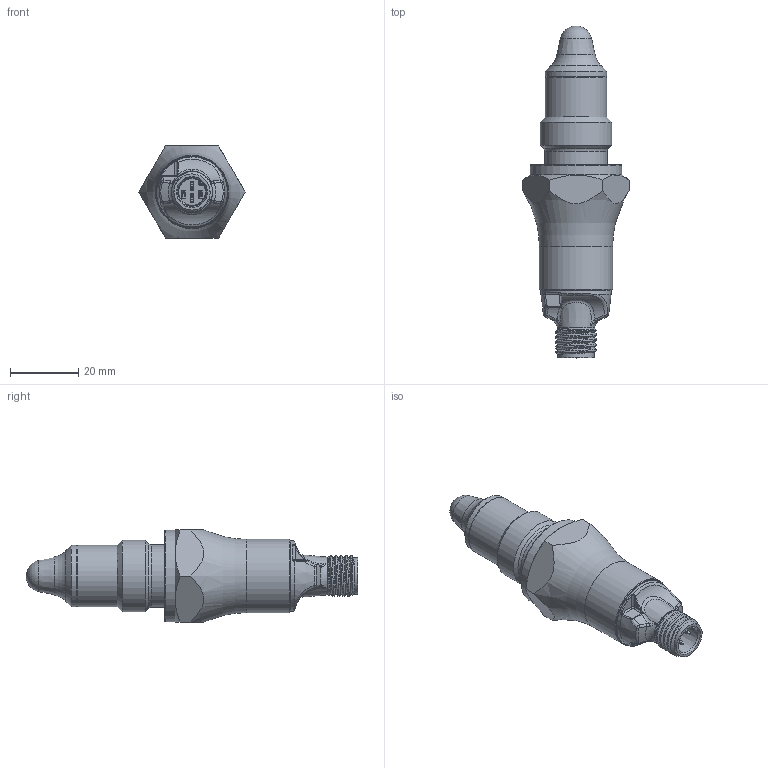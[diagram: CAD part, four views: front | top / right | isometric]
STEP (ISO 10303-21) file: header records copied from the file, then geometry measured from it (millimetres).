
FILE_DESCRIPTION(/* description */ ('Unknown'),/* implementation_level */ '2;1');
FILE_NAME(/* name */ 'PL20_Nipple G½ DIN 3852-E',/* time_stamp */ '2019-10-24T15:25:27+02:00',/* author */ ('Unknown'),/* organization */ ('Unknown'),/* preprocessor_version */ 'ST-DEVELOPER v16.7',/* originating_system */ 'DEX',/* authorisation */ $);
FILE_SCHEMA (('AUTOMOTIVE_DESIGN {1 0 10303 214 3 1 1}'));
Length unit declared in the file: millimetre
Products named in the file (1): Part3
Bounding box: 31.18 x 97.35 x 27 mm (x, y, z)
Volume: 12750.6 mm3; surface area: 12904.6 mm2
Topology: 2 solids, 3 shells, 587 faces, 1550 edges, 977 vertices
Faces by surface type: plane 233, cylinder 200, torus 46, bspline 40, cone 39, sphere 29
Full cylindrical faces by diameter (mm): 1.5 x2, 1.9 x1, 8 x1, 8.3 x1, 8.807 x1, 10.6 x5, 12.6 x1, 12.917 x1, 15 x1, 16.5 x1, 16.6 x1, 18 x2, 18.4 x1, 18.9 x1, 19 x2, 19.45 x1, 19.5 x1, 19.6 x1, 20 x1, 20.6 x2, 20.955 x1, 21.5 x1, 24 x1, 26.9 x1
Entity records: 25604 total; most frequent: CARTESIAN_POINT 8017, ORIENTED_EDGE 2848, DIRECTION 2695, EDGE_CURVE 1424, AXIS2_PLACEMENT_3D 1035, VERTEX_POINT 932, EDGE_LOOP 674, FACE_BOUND 674
